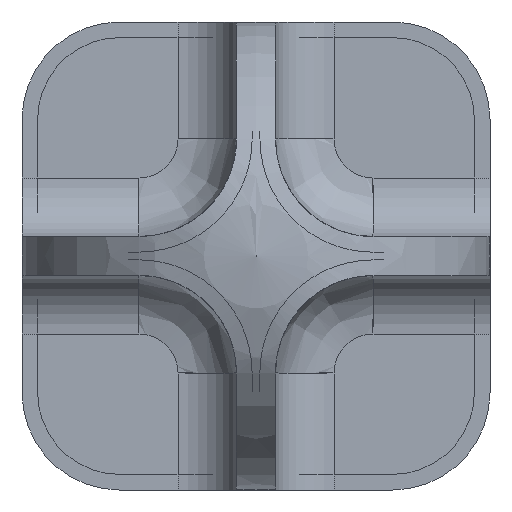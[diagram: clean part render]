
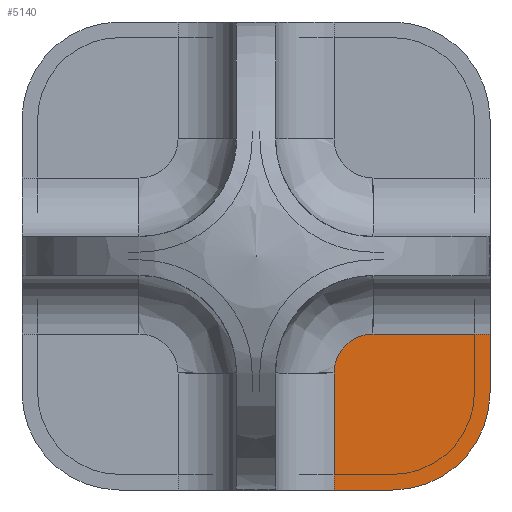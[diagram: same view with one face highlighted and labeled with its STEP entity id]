
A CAD part, front view. The second image highlights one B-rep face of the part: STEP entity #5140.
In plain terms, the highlighted planar face has unit normal (0, -1, 0).
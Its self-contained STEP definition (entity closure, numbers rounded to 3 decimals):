
#412=PLANE('',#5496);
#672=FACE_OUTER_BOUND('',#966,.T.);
#966=EDGE_LOOP('',(#4579,#4580,#4581,#4582,#4583,#4584));
#1404=LINE('',#9296,#1865);
#1405=LINE('',#9298,#1866);
#1406=LINE('',#9302,#1867);
#1407=LINE('',#9303,#1868);
#1865=VECTOR('',#6554,10.);
#1866=VECTOR('',#6555,10.);
#1867=VECTOR('',#6558,10.);
#1868=VECTOR('',#6559,10.);
#2027=CIRCLE('',#5494,2.);
#2028=CIRCLE('',#5497,5.);
#2493=VERTEX_POINT('',#9267);
#2496=VERTEX_POINT('',#9272);
#2499=VERTEX_POINT('',#9295);
#2500=VERTEX_POINT('',#9297);
#2501=VERTEX_POINT('',#9299);
#2502=VERTEX_POINT('',#9301);
#3206=EDGE_CURVE('',#2496,#2493,#2027,.T.);
#3210=EDGE_CURVE('',#2499,#2496,#1404,.T.);
#3211=EDGE_CURVE('',#2499,#2500,#1405,.T.);
#3212=EDGE_CURVE('',#2501,#2500,#2028,.T.);
#3213=EDGE_CURVE('',#2501,#2502,#1406,.T.);
#3214=EDGE_CURVE('',#2493,#2502,#1407,.T.);
#4579=ORIENTED_EDGE('',*,*,#3206,.F.);
#4580=ORIENTED_EDGE('',*,*,#3210,.F.);
#4581=ORIENTED_EDGE('',*,*,#3211,.T.);
#4582=ORIENTED_EDGE('',*,*,#3212,.F.);
#4583=ORIENTED_EDGE('',*,*,#3213,.T.);
#4584=ORIENTED_EDGE('',*,*,#3214,.F.);
#5140=ADVANCED_FACE('',(#672),#412,.T.);
#5494=AXIS2_PLACEMENT_3D('',#9274,#6546,#6547);
#5496=AXIS2_PLACEMENT_3D('',#9294,#6552,#6553);
#5497=AXIS2_PLACEMENT_3D('',#9300,#6556,#6557);
#6546=DIRECTION('center_axis',(0.,1.,0.));
#6547=DIRECTION('ref_axis',(-0.707,0.,0.707));
#6552=DIRECTION('center_axis',(0.,-1.,0.));
#6553=DIRECTION('ref_axis',(0.,0.,-1.));
#6554=DIRECTION('',(0.,0.,1.));
#6555=DIRECTION('',(1.,0.,0.));
#6556=DIRECTION('center_axis',(0.,1.,0.));
#6557=DIRECTION('ref_axis',(0.707,0.,-0.707));
#6558=DIRECTION('',(0.,0.,1.));
#6559=DIRECTION('',(1.,0.,0.));
#9267=CARTESIAN_POINT('',(6.,-3.,-4.));
#9272=CARTESIAN_POINT('',(4.,-3.,-6.));
#9274=CARTESIAN_POINT('Origin',(6.,-3.,-6.));
#9294=CARTESIAN_POINT('Origin',(0.,-3.,0.));
#9295=CARTESIAN_POINT('',(4.,-3.,-12.));
#9296=CARTESIAN_POINT('',(4.,-3.,-6.));
#9297=CARTESIAN_POINT('',(7.,-3.,-12.));
#9298=CARTESIAN_POINT('',(-12.,-3.,-12.));
#9299=CARTESIAN_POINT('',(12.,-3.,-7.));
#9300=CARTESIAN_POINT('Origin',(7.,-3.,-7.));
#9301=CARTESIAN_POINT('',(12.,-3.,-4.));
#9302=CARTESIAN_POINT('',(12.,-3.,-12.));
#9303=CARTESIAN_POINT('',(0.5,-3.,-4.));
